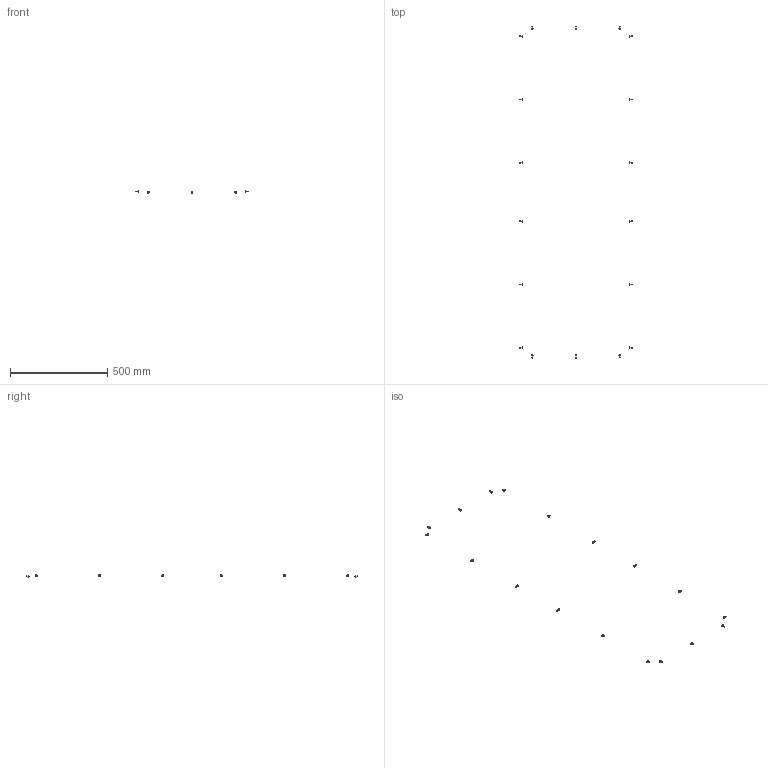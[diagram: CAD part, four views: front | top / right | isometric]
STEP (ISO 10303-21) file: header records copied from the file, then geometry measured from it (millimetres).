
FILE_DESCRIPTION (( 'STEP AP203' ), '1' );
FILE_NAME ('UR43000170600 Ïàíåëü ìîíòàæíàÿ ïåðôîðèðîâàííàÿ ÂÌ RS52 180.60 (000.801.430).STEP', '2022-04-12T13:00:55', ( '' ), ( '' ), 'SwSTEP 2.0', 'SolidWorks 2017', '' );
FILE_SCHEMA (( 'CONFIG_CONTROL_DESIGN' ));
Length unit declared in the file: millimetre
Products named in the file (3): UR43000170600 Ïàíåëü ìîíòàæíàÿ ïåðôîðèðîâàííàÿ ÂÌ RS52 180.60 (000.801.430); Âèíò DIN 7500 C TORX_Œ5å12; 010-371 Ïàíåëü ïåðôîðèðîâàííàÿ ìîíòàæíàÿ ÂÌ RS52 180.00_00 (600)
Assembly tree (19 placements, depth 2):
  UR43000170600 Ïàíåëü ìîíòàæíàÿ ïåðôîðèðîâàííàÿ ÂÌ RS52 180.60 (000.801.430)
    010-371 Ïàíåëü ïåðôîðèðîâàííàÿ ìîíòàæíàÿ ÂÌ RS52 180.00_00 (600)
    Âèíò DIN 7500 C TORX_Œ5å12  x18
Bounding box: 576 x 1705 x 15 mm (x, y, z)
Volume: 7877.1 mm3; surface area: 8249.9 mm2
Topology: 18 solids, 18 shells, 738 faces, 2016 edges, 1332 vertices
Faces by surface type: plane 324, cylinder 306, cone 72, sphere 36
Entity records: 550009 total; most frequent: CARTESIAN_POINT 95629, DIRECTION 95515, ORIENTED_EDGE 95480, EDGE_CURVE 47740, AXIS2_PLACEMENT_3D 31858, VERTEX_POINT 31826, VECTOR 31799, LINE 31799
